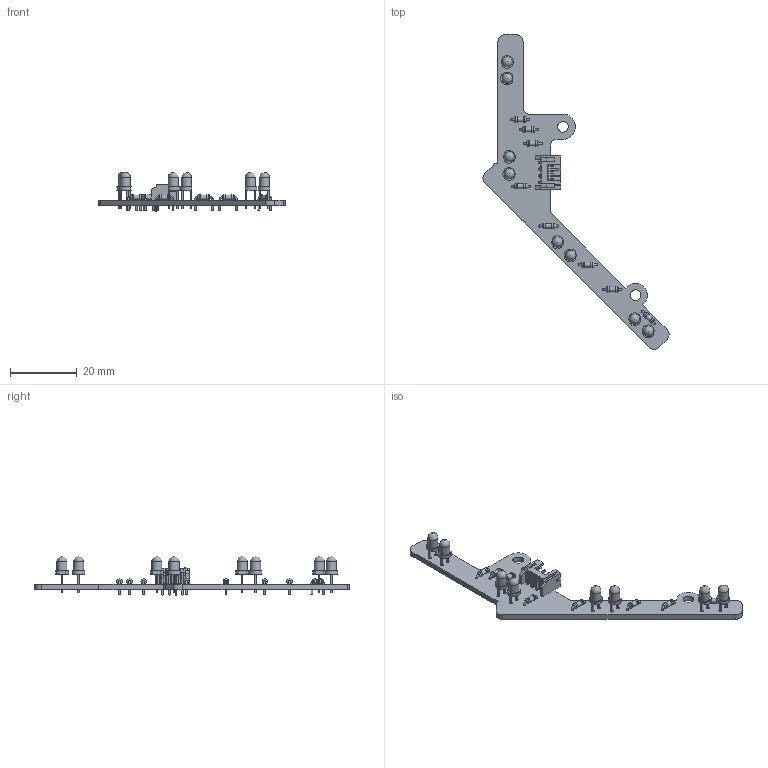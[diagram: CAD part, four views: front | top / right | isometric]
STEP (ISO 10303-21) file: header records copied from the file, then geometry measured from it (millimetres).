
FILE_DESCRIPTION(/* description */ (''),/* implementation_level */ '2;1');
FILE_NAME(/* name */ 'linefr.step',/* time_stamp */ '2025-07-15T14:59:23+09:00',/* author */ (''),/* organization */ (''),/* preprocessor_version */ 'ST-DEVELOPER v20.1',/* originating_system */ 'Autodesk Translation Framework v14.10.0.0',/* authorisation */ '');
FILE_SCHEMA (('AUTOMOTIVE_DESIGN { 1 0 10303 214 3 1 1 }'));
Length unit declared in the file: millimetre
Products named in the file (8): linefr; JST_PH_S4B-PH-K_1x04_P2.00mm_Horizontal; JST_S4B_PH_K; R_Axial_DIN0204_L3.6mm_D1.6mm_P5.08mm_Horizontal; R_Axial_DIN0204_L36mm_D16mm_P508mm_Horizontal; LED_D3.0mm (1); LED_D3.0mm; linefr_PCB
Assembly tree (21 placements, depth 3):
  linefr
    JST_PH_S4B-PH-K_1x04_P2.00mm_Horizontal
      JST_S4B_PH_K
    LED_D3.0mm (1)  x8
      LED_D3.0mm
    R_Axial_DIN0204_L3.6mm_D1.6mm_P5.08mm_Horizontal  x8
      R_Axial_DIN0204_L36mm_D16mm_P508mm_Horizontal
    linefr_PCB
Bounding box: 55.55 x 93.9 x 11.7 mm (x, y, z)
Volume: 2287.1 mm3; surface area: 4188.2 mm2
Topology: 18 solids, 18 shells, 493 faces, 1167 edges, 754 vertices
Faces by surface type: plane 338, cylinder 115, bspline 16, torus 16, sphere 8
Full cylindrical faces by diameter (mm): 0.5 x16, 0.7 x16, 0.75 x4, 0.9 x16, 1.44 x8, 1.6 x16, 3 x8
Entity records: 9379 total; most frequent: CARTESIAN_POINT 1647, DIRECTION 1488, ORIENTED_EDGE 1486, EDGE_CURVE 743, LINE 600, VECTOR 600, VERTEX_POINT 481, AXIS2_PLACEMENT_3D 444
